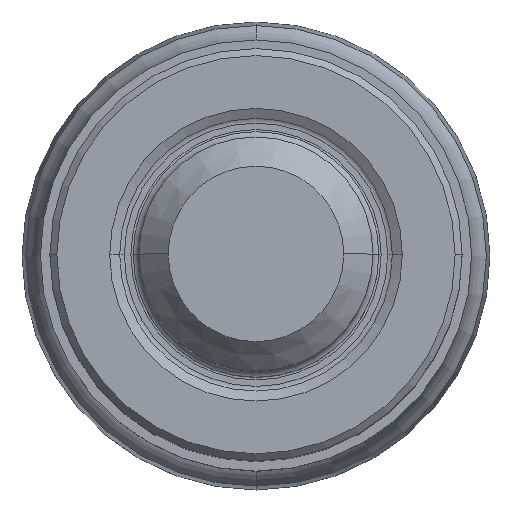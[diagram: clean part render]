
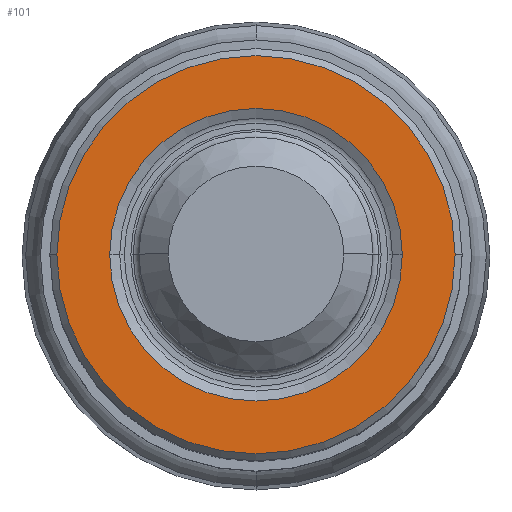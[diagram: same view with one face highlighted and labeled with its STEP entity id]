
A CAD part, top view. The second image highlights one B-rep face of the part: STEP entity #101.
In plain terms, the highlighted planar face has unit normal (0, 0, 1).
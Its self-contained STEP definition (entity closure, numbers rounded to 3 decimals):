
#58=FACE_BOUND('',#197,.T.);
#59=FACE_BOUND('',#198,.T.);
#78=PLANE('',#829);
#101=ADVANCED_FACE('',(#58,#59),#78,.T.);
#197=EDGE_LOOP('',(#302,#303,#304,#305));
#198=EDGE_LOOP('',(#306,#307));
#302=ORIENTED_EDGE('',*,*,#493,.F.);
#303=ORIENTED_EDGE('',*,*,#498,.F.);
#304=ORIENTED_EDGE('',*,*,#497,.F.);
#305=ORIENTED_EDGE('',*,*,#494,.F.);
#306=ORIENTED_EDGE('',*,*,#499,.F.);
#307=ORIENTED_EDGE('',*,*,#500,.F.);
#425=VERTEX_POINT('',#1251);
#426=VERTEX_POINT('',#1252);
#427=VERTEX_POINT('',#1254);
#428=VERTEX_POINT('',#1259);
#429=VERTEX_POINT('',#1263);
#430=VERTEX_POINT('',#1264);
#493=EDGE_CURVE('',#425,#426,#576,.T.);
#494=EDGE_CURVE('',#426,#427,#577,.T.);
#497=EDGE_CURVE('',#427,#428,#578,.T.);
#498=EDGE_CURVE('',#428,#425,#579,.T.);
#499=EDGE_CURVE('',#429,#430,#580,.T.);
#500=EDGE_CURVE('',#430,#429,#581,.T.);
#576=CIRCLE('',#821,8.51);
#577=CIRCLE('',#822,8.51);
#578=CIRCLE('',#824,8.51);
#579=CIRCLE('',#825,8.51);
#580=CIRCLE('',#827,6.254);
#581=CIRCLE('',#828,6.254);
#821=AXIS2_PLACEMENT_3D('',#1250,#1011,#1012);
#822=AXIS2_PLACEMENT_3D('',#1253,#1013,#1014);
#824=AXIS2_PLACEMENT_3D('',#1258,#1019,#1020);
#825=AXIS2_PLACEMENT_3D('',#1260,#1021,#1022);
#827=AXIS2_PLACEMENT_3D('',#1262,#1025,#1026);
#828=AXIS2_PLACEMENT_3D('',#1265,#1027,#1028);
#829=AXIS2_PLACEMENT_3D('',#1266,#1029,#1030);
#1011=DIRECTION('',(0.,0.,-1.));
#1012=DIRECTION('',(-1.,0.,0.));
#1013=DIRECTION('',(0.,0.,-1.));
#1014=DIRECTION('',(0.,1.,0.));
#1019=DIRECTION('',(0.,0.,-1.));
#1020=DIRECTION('',(1.,0.,0.));
#1021=DIRECTION('',(0.,0.,-1.));
#1022=DIRECTION('',(0.,-1.,0.));
#1025=DIRECTION('',(0.,0.,1.));
#1026=DIRECTION('',(-1.,0.,0.));
#1027=DIRECTION('',(0.,0.,1.));
#1028=DIRECTION('',(1.,0.,0.));
#1029=DIRECTION('',(0.,0.,1.));
#1030=DIRECTION('',(-1.,0.,0.));
#1250=CARTESIAN_POINT('',(0.,0.,0.));
#1251=CARTESIAN_POINT('',(-8.51,0.,0.));
#1252=CARTESIAN_POINT('',(0.,8.51,0.));
#1253=CARTESIAN_POINT('',(0.,0.,0.));
#1254=CARTESIAN_POINT('',(8.51,0.,0.));
#1258=CARTESIAN_POINT('',(0.,0.,0.));
#1259=CARTESIAN_POINT('',(0.,-8.51,0.));
#1260=CARTESIAN_POINT('',(0.,0.,0.));
#1262=CARTESIAN_POINT('',(0.,0.,0.));
#1263=CARTESIAN_POINT('',(-6.254,0.,0.));
#1264=CARTESIAN_POINT('',(6.254,0.,0.));
#1265=CARTESIAN_POINT('',(0.,0.,0.));
#1266=CARTESIAN_POINT('',(0.,0.,0.));
